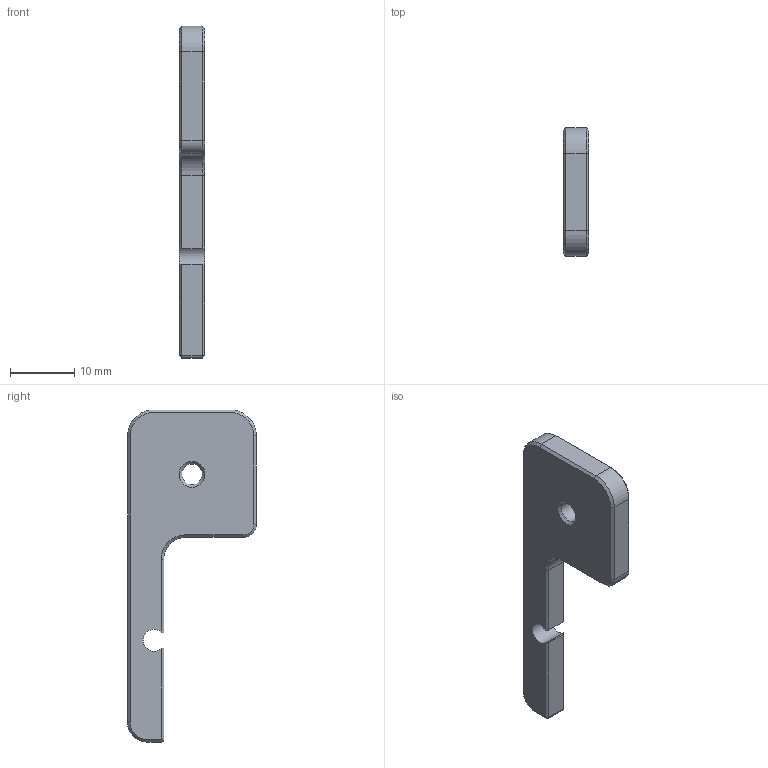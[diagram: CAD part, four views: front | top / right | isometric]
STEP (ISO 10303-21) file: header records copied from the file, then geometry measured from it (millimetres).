
FILE_DESCRIPTION(/* description */ (''),/* implementation_level */ '2;1');
FILE_NAME(/* name */ '[a]_exhaust_filter_mount_M3_x2.step',/* time_stamp */ '2023-07-01T19:14:59-04:00',/* author */ (''),/* organization */ (''),/* preprocessor_version */ 'ST-DEVELOPER v19.2',/* originating_system */ 'Autodesk Translation Framework v12.6.0.85',/* authorisation */ '');
FILE_SCHEMA (('AUTOMOTIVE_DESIGN { 1 0 10303 214 3 1 1 }'));
Length unit declared in the file: millimetre
Products named in the file (1): [a]_exhaust_filter_mount_M3_x2
Bounding box: 4 x 20 x 51.6 mm (x, y, z)
Volume: 2176.4 mm3; surface area: 1641.1 mm2
Topology: 1 solids, 1 shells, 47 faces, 109 edges, 62 vertices
Faces by surface type: plane 25, cone 14, cylinder 8
Full cylindrical faces by diameter (mm): 3.2 x1
Entity records: 1333 total; most frequent: DIRECTION 235, CARTESIAN_POINT 217, ORIENTED_EDGE 214, EDGE_CURVE 107, AXIS2_PLACEMENT_3D 80, LINE 75, VECTOR 75, VERTEX_POINT 62
